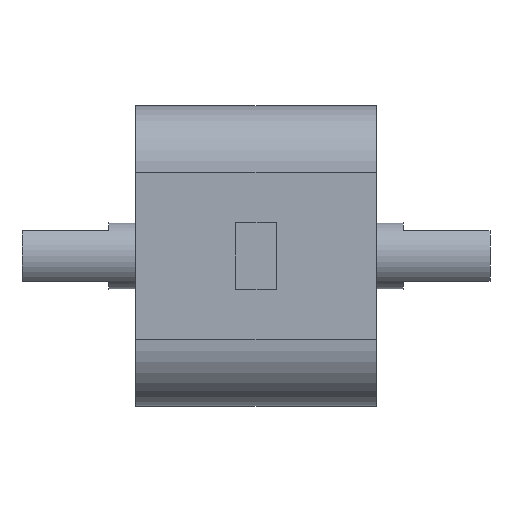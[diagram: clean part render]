
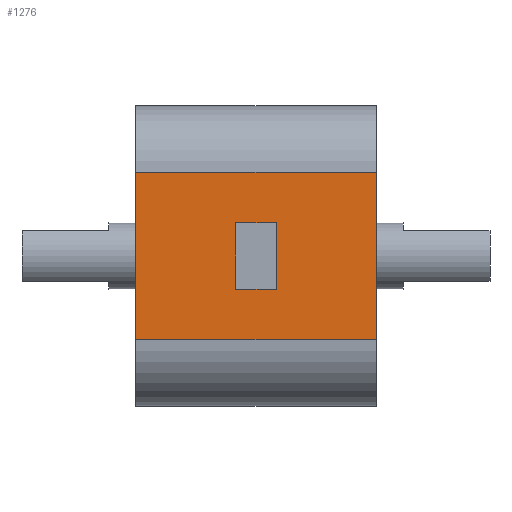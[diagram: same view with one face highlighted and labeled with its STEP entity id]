
A CAD part, left-side view. The second image highlights one B-rep face of the part: STEP entity #1276.
In plain terms, the highlighted planar face has unit normal (-1, 0, 0).
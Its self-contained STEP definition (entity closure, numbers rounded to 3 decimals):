
#35=FACE_BOUND('',#223,.T.);
#72=PLANE('',#1392);
#138=FACE_OUTER_BOUND('',#222,.T.);
#222=EDGE_LOOP('',(#1033,#1034,#1035,#1036));
#223=EDGE_LOOP('',(#1037,#1038,#1039,#1040));
#336=LINE('',#2012,#459);
#340=LINE('',#2020,#463);
#343=LINE('',#2026,#466);
#346=LINE('',#2031,#469);
#349=LINE('',#2042,#472);
#350=LINE('',#2045,#473);
#351=LINE('',#2047,#474);
#352=LINE('',#2048,#475);
#459=VECTOR('',#1625,10.);
#463=VECTOR('',#1631,10.);
#466=VECTOR('',#1636,10.);
#469=VECTOR('',#1641,10.);
#472=VECTOR('',#1652,10.);
#473=VECTOR('',#1655,10.);
#474=VECTOR('',#1656,10.);
#475=VECTOR('',#1657,10.);
#625=VERTEX_POINT('',#2010);
#626=VERTEX_POINT('',#2011);
#629=VERTEX_POINT('',#2019);
#631=VERTEX_POINT('',#2025);
#633=VERTEX_POINT('',#2035);
#636=VERTEX_POINT('',#2040);
#637=VERTEX_POINT('',#2044);
#638=VERTEX_POINT('',#2046);
#768=EDGE_CURVE('',#625,#626,#336,.T.);
#772=EDGE_CURVE('',#626,#629,#340,.T.);
#775=EDGE_CURVE('',#629,#631,#343,.T.);
#778=EDGE_CURVE('',#631,#625,#346,.T.);
#783=EDGE_CURVE('',#636,#633,#349,.T.);
#784=EDGE_CURVE('',#637,#636,#350,.T.);
#785=EDGE_CURVE('',#638,#637,#351,.T.);
#786=EDGE_CURVE('',#633,#638,#352,.T.);
#1033=ORIENTED_EDGE('',*,*,#783,.F.);
#1034=ORIENTED_EDGE('',*,*,#784,.F.);
#1035=ORIENTED_EDGE('',*,*,#785,.F.);
#1036=ORIENTED_EDGE('',*,*,#786,.F.);
#1037=ORIENTED_EDGE('',*,*,#768,.T.);
#1038=ORIENTED_EDGE('',*,*,#772,.T.);
#1039=ORIENTED_EDGE('',*,*,#775,.T.);
#1040=ORIENTED_EDGE('',*,*,#778,.T.);
#1276=ADVANCED_FACE('',(#138,#35),#72,.T.);
#1392=AXIS2_PLACEMENT_3D('',#2043,#1653,#1654);
#1625=DIRECTION('',(0.,0.,1.));
#1631=DIRECTION('',(0.,-1.,0.));
#1636=DIRECTION('',(0.,0.,-1.));
#1641=DIRECTION('',(0.,1.,0.));
#1652=DIRECTION('',(0.,-1.,0.));
#1653=DIRECTION('center_axis',(-1.,0.,0.));
#1654=DIRECTION('ref_axis',(0.,-1.,0.));
#1655=DIRECTION('',(0.,0.,1.));
#1656=DIRECTION('',(0.,1.,0.));
#1657=DIRECTION('',(0.,0.,-1.));
#2010=CARTESIAN_POINT('',(-12.,1.5,-2.5));
#2011=CARTESIAN_POINT('',(-12.,1.5,2.5));
#2012=CARTESIAN_POINT('',(-12.,1.5,1.25));
#2019=CARTESIAN_POINT('',(-12.,-1.5,2.5));
#2020=CARTESIAN_POINT('',(-12.,3.75,2.5));
#2025=CARTESIAN_POINT('',(-12.,-1.5,-2.5));
#2026=CARTESIAN_POINT('',(-12.,-1.5,-1.25));
#2031=CARTESIAN_POINT('',(-12.,5.25,-2.5));
#2035=CARTESIAN_POINT('',(-12.,-9.,6.25));
#2040=CARTESIAN_POINT('',(-12.,9.,6.25));
#2042=CARTESIAN_POINT('',(-12.,4.5,6.25));
#2043=CARTESIAN_POINT('Origin',(-12.,9.,0.));
#2044=CARTESIAN_POINT('',(-12.,9.,-6.25));
#2045=CARTESIAN_POINT('',(-12.,9.,0.));
#2046=CARTESIAN_POINT('',(-12.,-9.,-6.25));
#2047=CARTESIAN_POINT('',(-12.,4.5,-6.25));
#2048=CARTESIAN_POINT('',(-12.,-9.,0.));
